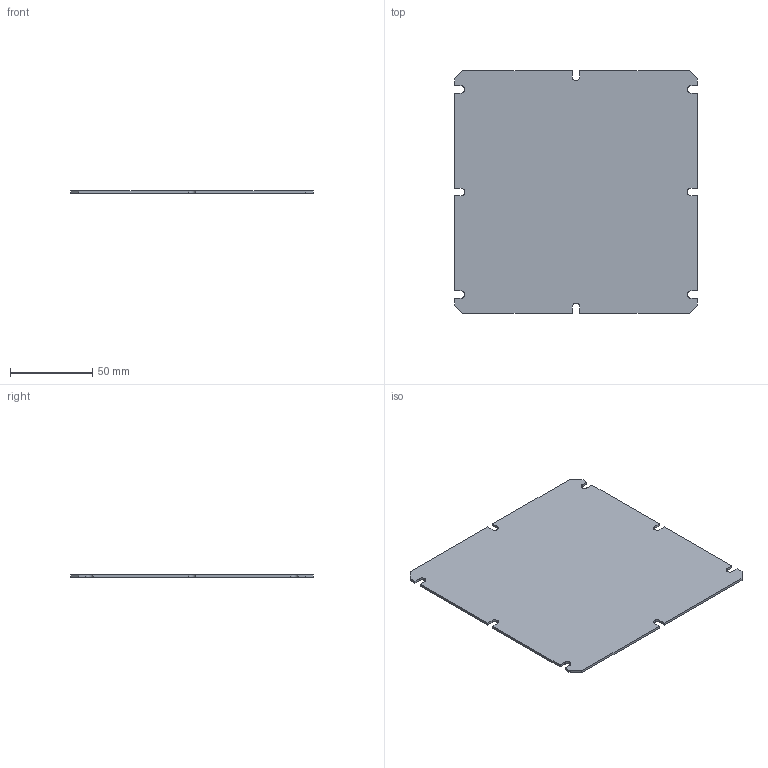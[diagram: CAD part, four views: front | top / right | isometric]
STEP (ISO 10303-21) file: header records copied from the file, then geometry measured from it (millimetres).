
FILE_DESCRIPTION(('CATIA V5 STEP Exchange','CAx-IF Rec.Pracs.--- Model Styling and Organization---1.5--- 2016-08-15','CAx-IF Rec.Pracs.---Supplemental Geometry---1.0---2011-11-01','CAx-IF Rec.Pracs.--- Composite Materials ---1.1---2010-07-15'),'2;1');
FILE_NAME ('034852-3_0', '2025-08-12T07:30:06+00:00', ('none'), ('Weidmueller'), 'CATIA Version 5-6 Release 2024 SP4', 'CATIA V5 STEP AP214 v3', 'none');
FILE_SCHEMA(('AUTOMOTIVE_DESIGN { 1 0 10303 214 1 1 1 1 }'));
Length unit declared in the file: millimetre
Products named in the file (1): 9535570000_MP_MPC_17_17
Bounding box: 148 x 148 x 1.5 mm (x, y, z)
Volume: 32469.6 mm3; surface area: 44290 mm2
Topology: 1 solids, 1 shells, 43 faces, 125 edges, 84 vertices
Faces by surface type: plane 34, cylinder 9
Entity records: 1505 total; most frequent: CARTESIAN_POINT 430, ORIENTED_EDGE 250, DIRECTION 167, EDGE_CURVE 125, VECTOR 105, LINE 105, VERTEX_POINT 84, ADVANCED_FACE 43
